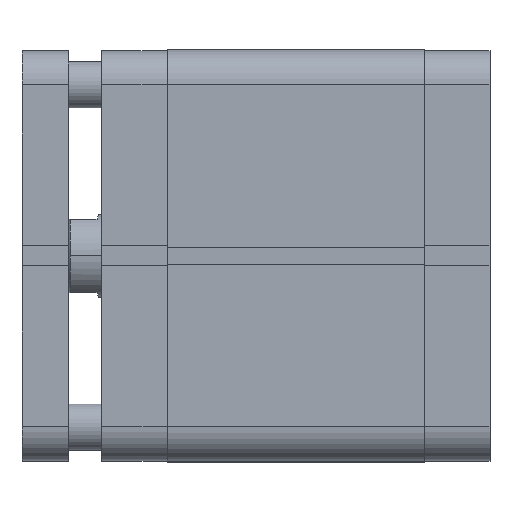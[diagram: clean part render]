
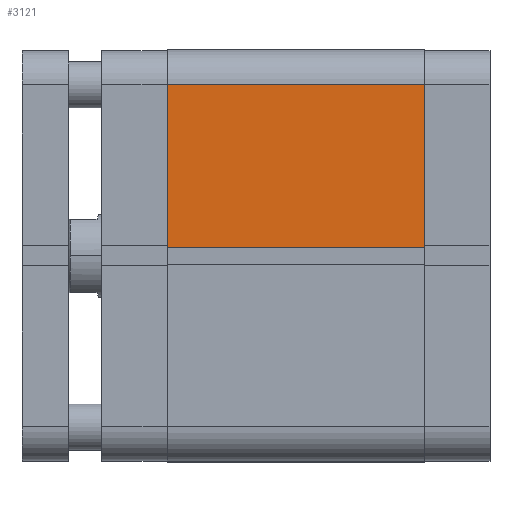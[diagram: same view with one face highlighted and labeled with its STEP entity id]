
A CAD part, top view. The second image highlights one B-rep face of the part: STEP entity #3121.
In plain terms, the highlighted face is planar.
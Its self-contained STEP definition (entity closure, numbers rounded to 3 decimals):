
#60 = LINE ( 'NONE', #2500, #61 ) ;
#61 = VECTOR ( 'NONE', #2501, 1000. ) ;
#635 = FACE_OUTER_BOUND ( 'NONE', #4282, .T. ) ;
#645 = LINE ( 'NONE', #5332, #649 ) ;
#649 = VECTOR ( 'NONE', #5333, 1000. ) ;
#663 = LINE ( 'NONE', #5331, #665 ) ;
#665 = VECTOR ( 'NONE', #5343, 1000. ) ;
#1422 = VERTEX_POINT ( 'NONE', #1891 ) ;
#1423 = VERTEX_POINT ( 'NONE', #1892 ) ;
#1424 = VERTEX_POINT ( 'NONE', #1893 ) ;
#1425 = VERTEX_POINT ( 'NONE', #1894 ) ;
#1891 = CARTESIAN_POINT ( 'NONE',  ( -51.5, 62., -77.5 ) ) ;
#1892 = CARTESIAN_POINT ( 'NONE',  ( -51.5, 62., 0. ) ) ;
#1893 = CARTESIAN_POINT ( 'NONE',  ( -2.6, 62., 0. ) ) ;
#1894 = CARTESIAN_POINT ( 'NONE',  ( -2.6, 62., -77.5 ) ) ;
#2479 = CARTESIAN_POINT ( 'NONE',  ( -51.5, 62., 0. ) ) ;
#2480 = DIRECTION ( 'NONE',  ( -1., 0., 0. ) ) ;
#2500 = CARTESIAN_POINT ( 'NONE',  ( -2.6, 62., -77.5 ) ) ;
#2501 = DIRECTION ( 'NONE',  ( 0., 0., 1. ) ) ;
#2773 = EDGE_CURVE ( 'NONE', #1424, #1423, #8553, .T. ) ;
#2783 = EDGE_CURVE ( 'NONE', #1425, #1424, #60, .T. ) ;
#3121 = ADVANCED_FACE ( 'NONE', ( #635 ), #5281, .T. ) ;
#3136 = EDGE_CURVE ( 'NONE', #1422, #1423, #645, .T. ) ;
#3141 = EDGE_CURVE ( 'NONE', #1425, #1422, #663, .T. ) ;
#4011 = AXIS2_PLACEMENT_3D ( 'NONE', #5280, #5283, #5284 ) ;
#4282 = EDGE_LOOP ( 'NONE', ( #8305, #8304, #8303, #8302 ) ) ;
#5280 = CARTESIAN_POINT ( 'NONE',  ( -51.5, 62., -77.5 ) ) ;
#5281 = PLANE ( 'NONE',  #4011 ) ;
#5283 = DIRECTION ( 'NONE',  ( 0., 1., 0. ) ) ;
#5284 = DIRECTION ( 'NONE',  ( 0., 0., 1. ) ) ;
#5331 = CARTESIAN_POINT ( 'NONE',  ( -51.5, 62., -77.5 ) ) ;
#5332 = CARTESIAN_POINT ( 'NONE',  ( -51.5, 62., -77.5 ) ) ;
#5333 = DIRECTION ( 'NONE',  ( 0., 0., 1. ) ) ;
#5343 = DIRECTION ( 'NONE',  ( -1., 0., 0. ) ) ;
#8302 = ORIENTED_EDGE ( 'NONE', *, *, #3136, .T. ) ;
#8303 = ORIENTED_EDGE ( 'NONE', *, *, #3141, .T. ) ;
#8304 = ORIENTED_EDGE ( 'NONE', *, *, #2783, .F. ) ;
#8305 = ORIENTED_EDGE ( 'NONE', *, *, #2773, .F. ) ;
#8553 = LINE ( 'NONE', #2479, #8554 ) ;
#8554 = VECTOR ( 'NONE', #2480, 1000. ) ;
